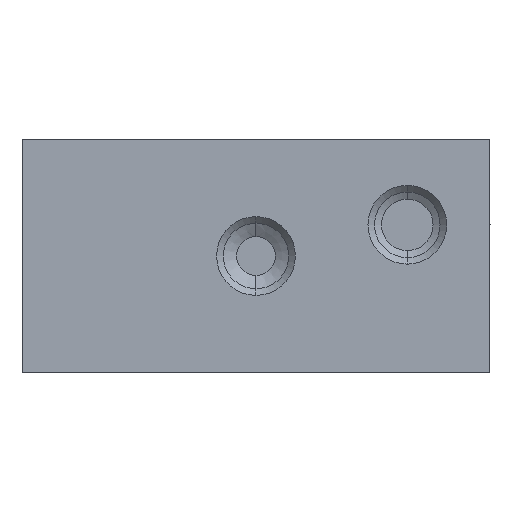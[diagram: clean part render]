
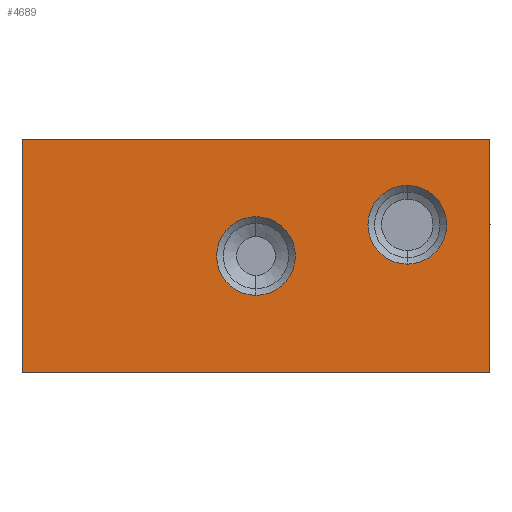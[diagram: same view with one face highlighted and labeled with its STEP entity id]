
A CAD part, front view. The second image highlights one B-rep face of the part: STEP entity #4689.
In plain terms, the highlighted planar face has unit normal (0, -1, 0).
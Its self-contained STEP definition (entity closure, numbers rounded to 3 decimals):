
#234 = FACE_OUTER_BOUND ( 'NONE', #3298, .T. ) ;
#363 = CIRCLE ( 'NONE', #7137, 2.525 ) ;
#473 = FACE_BOUND ( 'NONE', #10370, .T. ) ;
#578 = VERTEX_POINT ( 'NONE', #8415 ) ;
#594 = EDGE_CURVE ( 'NONE', #6737, #3985, #9845, .T. ) ;
#687 = ORIENTED_EDGE ( 'NONE', *, *, #3920, .T. ) ;
#695 = DIRECTION ( 'NONE',  ( 0., -1., 0. ) ) ;
#1191 = DIRECTION ( 'NONE',  ( 0., 0., -1. ) ) ;
#1216 = ORIENTED_EDGE ( 'NONE', *, *, #9673, .F. ) ;
#1266 = VERTEX_POINT ( 'NONE', #7807 ) ;
#1399 = AXIS2_PLACEMENT_3D ( 'NONE', #9952, #7523, #9921 ) ;
#1545 = VERTEX_POINT ( 'NONE', #2007 ) ;
#1732 = VECTOR ( 'NONE', #7489, 1000. ) ;
#1745 = EDGE_CURVE ( 'NONE', #4483, #1545, #5430, .T. ) ;
#2007 = CARTESIAN_POINT ( 'NONE',  ( 24.7, 0., 6.975 ) ) ;
#2036 = EDGE_LOOP ( 'NONE', ( #3046, #6210 ) ) ;
#2221 = EDGE_CURVE ( 'NONE', #1266, #578, #2896, .T. ) ;
#2322 = VECTOR ( 'NONE', #1191, 1000. ) ;
#2619 = VERTEX_POINT ( 'NONE', #2652 ) ;
#2652 = CARTESIAN_POINT ( 'NONE',  ( 0., 0., 0. ) ) ;
#2736 = CIRCLE ( 'NONE', #9106, 2.525 ) ;
#2896 = CIRCLE ( 'NONE', #7904, 2.525 ) ;
#3046 = ORIENTED_EDGE ( 'NONE', *, *, #2221, .F. ) ;
#3106 = ORIENTED_EDGE ( 'NONE', *, *, #594, .F. ) ;
#3125 = AXIS2_PLACEMENT_3D ( 'NONE', #3128, #8763, #9580 ) ;
#3128 = CARTESIAN_POINT ( 'NONE',  ( 24.7, 0., 9.5 ) ) ;
#3298 = EDGE_LOOP ( 'NONE', ( #4830, #3106, #8880, #687 ) ) ;
#3372 = PLANE ( 'NONE',  #1399 ) ;
#3697 = DIRECTION ( 'NONE',  ( 0., 0., -1. ) ) ;
#3920 = EDGE_CURVE ( 'NONE', #10114, #2619, #4648, .T. ) ;
#3977 = EDGE_CURVE ( 'NONE', #10114, #6737, #7285, .T. ) ;
#3985 = VERTEX_POINT ( 'NONE', #4784 ) ;
#4088 = DIRECTION ( 'NONE',  ( 0., -1., 0. ) ) ;
#4132 = VECTOR ( 'NONE', #9485, 1000. ) ;
#4271 = CARTESIAN_POINT ( 'NONE',  ( 0., 0., 0. ) ) ;
#4483 = VERTEX_POINT ( 'NONE', #6321 ) ;
#4648 = LINE ( 'NONE', #10074, #5524 ) ;
#4689 = ADVANCED_FACE ( 'NONE', ( #473, #8760, #234 ), #3372, .F. ) ;
#4784 = CARTESIAN_POINT ( 'NONE',  ( 30., 0., 0. ) ) ;
#4830 = ORIENTED_EDGE ( 'NONE', *, *, #9755, .T. ) ;
#4881 = CARTESIAN_POINT ( 'NONE',  ( 15., 0., 7.5 ) ) ;
#4916 = DIRECTION ( 'NONE',  ( 0., 0., -1. ) ) ;
#4917 = DIRECTION ( 'NONE',  ( 0., 0., -1. ) ) ;
#5430 = CIRCLE ( 'NONE', #3125, 2.525 ) ;
#5524 = VECTOR ( 'NONE', #3697, 1000. ) ;
#5548 = DIRECTION ( 'NONE',  ( 0., 0., -1. ) ) ;
#6008 = LINE ( 'NONE', #4271, #1732 ) ;
#6018 = CARTESIAN_POINT ( 'NONE',  ( 30., 0., 15. ) ) ;
#6165 = ORIENTED_EDGE ( 'NONE', *, *, #1745, .F. ) ;
#6210 = ORIENTED_EDGE ( 'NONE', *, *, #9478, .F. ) ;
#6321 = CARTESIAN_POINT ( 'NONE',  ( 24.7, 0., 12.025 ) ) ;
#6385 = CARTESIAN_POINT ( 'NONE',  ( 15., 0., 7.5 ) ) ;
#6737 = VERTEX_POINT ( 'NONE', #6886 ) ;
#6886 = CARTESIAN_POINT ( 'NONE',  ( 30., 0., 15. ) ) ;
#7137 = AXIS2_PLACEMENT_3D ( 'NONE', #6385, #695, #5548 ) ;
#7179 = CARTESIAN_POINT ( 'NONE',  ( 0., 0., 15. ) ) ;
#7285 = LINE ( 'NONE', #7179, #4132 ) ;
#7489 = DIRECTION ( 'NONE',  ( 1., 0., 0. ) ) ;
#7523 = DIRECTION ( 'NONE',  ( 0., 1., 0. ) ) ;
#7807 = CARTESIAN_POINT ( 'NONE',  ( 15., 0., 4.975 ) ) ;
#7904 = AXIS2_PLACEMENT_3D ( 'NONE', #4881, #9706, #4917 ) ;
#8178 = CARTESIAN_POINT ( 'NONE',  ( 0., 0., 15. ) ) ;
#8415 = CARTESIAN_POINT ( 'NONE',  ( 15., 0., 10.025 ) ) ;
#8760 = FACE_BOUND ( 'NONE', #2036, .T. ) ;
#8763 = DIRECTION ( 'NONE',  ( 0., -1., 0. ) ) ;
#8880 = ORIENTED_EDGE ( 'NONE', *, *, #3977, .F. ) ;
#8965 = CARTESIAN_POINT ( 'NONE',  ( 24.7, 0., 9.5 ) ) ;
#9106 = AXIS2_PLACEMENT_3D ( 'NONE', #8965, #4088, #4916 ) ;
#9478 = EDGE_CURVE ( 'NONE', #578, #1266, #363, .T. ) ;
#9485 = DIRECTION ( 'NONE',  ( 1., 0., 0. ) ) ;
#9580 = DIRECTION ( 'NONE',  ( 0., 0., -1. ) ) ;
#9673 = EDGE_CURVE ( 'NONE', #1545, #4483, #2736, .T. ) ;
#9706 = DIRECTION ( 'NONE',  ( 0., -1., 0. ) ) ;
#9755 = EDGE_CURVE ( 'NONE', #2619, #3985, #6008, .T. ) ;
#9845 = LINE ( 'NONE', #6018, #2322 ) ;
#9921 = DIRECTION ( 'NONE',  ( 0., 0., 1. ) ) ;
#9952 = CARTESIAN_POINT ( 'NONE',  ( 0., 0., 15. ) ) ;
#10074 = CARTESIAN_POINT ( 'NONE',  ( 0., 0., 15. ) ) ;
#10114 = VERTEX_POINT ( 'NONE', #8178 ) ;
#10370 = EDGE_LOOP ( 'NONE', ( #1216, #6165 ) ) ;
